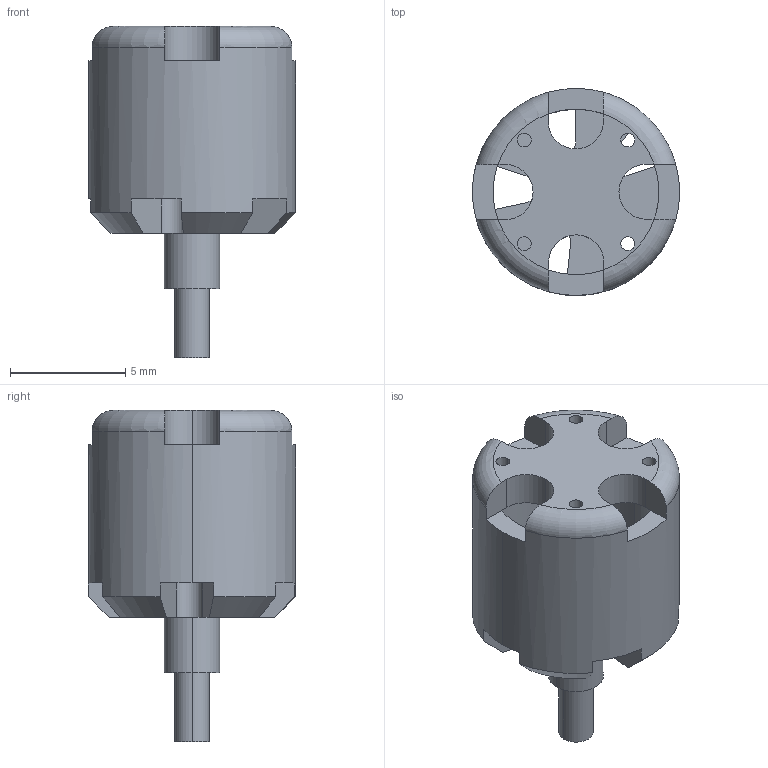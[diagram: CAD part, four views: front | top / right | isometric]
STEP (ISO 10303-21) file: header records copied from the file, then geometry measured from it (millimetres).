
FILE_DESCRIPTION (( 'STEP AP214' ), '1' );
FILE_NAME ('motor.STEP', '2023-07-04T21:18:48', ( '' ), ( '' ), 'SwSTEP 2.0', 'SolidWorks 2022', '' );
FILE_SCHEMA (( 'AUTOMOTIVE_DESIGN' ));
Length unit declared in the file: millimetre
Products named in the file (1): motor
Bounding box: 9 x 9 x 14.4 mm (x, y, z)
Volume: 266.8 mm3; surface area: 616.9 mm2
Topology: 1 solids, 1 shells, 71 faces, 230 edges, 147 vertices
Faces by surface type: plane 33, cylinder 28, cone 6, torus 4
Entity records: 2684 total; most frequent: CARTESIAN_POINT 513, DIRECTION 468, ORIENTED_EDGE 460, EDGE_CURVE 230, AXIS2_PLACEMENT_3D 174, VERTEX_POINT 147, LINE 120, VECTOR 120
